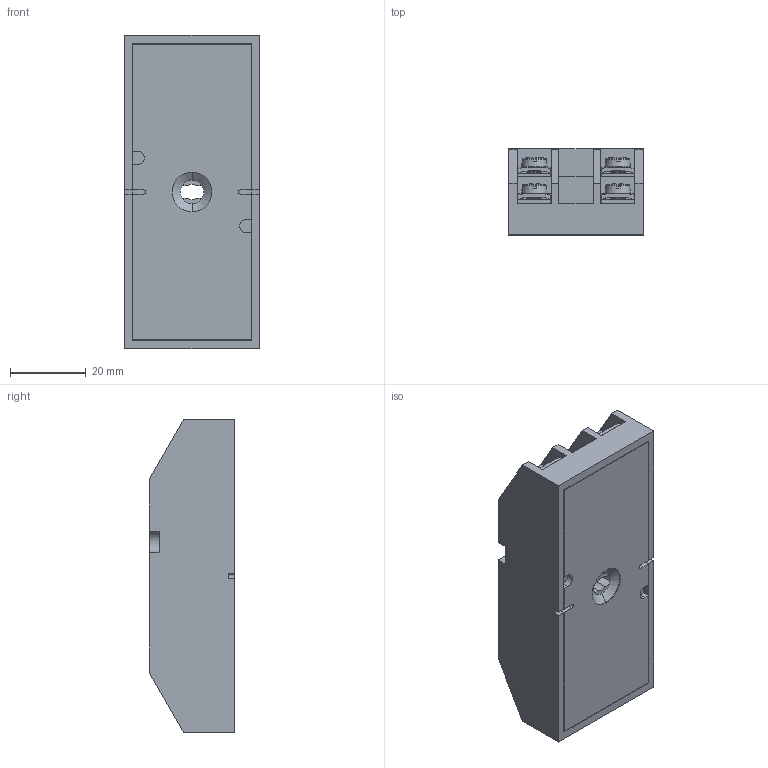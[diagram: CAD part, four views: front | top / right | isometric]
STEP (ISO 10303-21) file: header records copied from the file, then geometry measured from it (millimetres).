
FILE_DESCRIPTION (( 'STEP AP214' ), '1' );
FILE_NAME ('GZ8.STEP', '2014-09-18T08:30:37', ( '' ), ( '' ), 'SwSTEP 2.0', 'SolidWorks 2012', '' );
FILE_SCHEMA (( 'AUTOMOTIVE_DESIGN' ));
Length unit declared in the file: millimetre
Products named in the file (6): zacisk-nak³adka-œruba; GZU-1521 Wkrêt M4x6.5; GZU-1510 Nak³adka sprê¿ysta; GZU-1400  Zacisk; GZ8 podstawa; GZ8
Assembly tree (12 placements, depth 3):
  GZ8
    GZ8 podstawa
    zacisk-nak³adka-œruba  x8
      GZU-1400  Zacisk
      GZU-1510 Nak³adka sprê¿ysta
      GZU-1521 Wkrêt M4x6.5
Bounding box: 35.5 x 22.6 x 82.8 mm (x, y, z)
Volume: 51554.7 mm3; surface area: 21125.3 mm2
Topology: 25 solids, 25 shells, 1218 faces, 2957 edges, 1836 vertices
Faces by surface type: plane 600, cylinder 272, torus 264, cone 66, bspline 16
Entity records: 12919 total; most frequent: CARTESIAN_POINT 2582, ORIENTED_EDGE 2120, DIRECTION 2075, EDGE_CURVE 1060, LINE 757, VECTOR 757, VERTEX_POINT 688, AXIS2_PLACEMENT_3D 659
